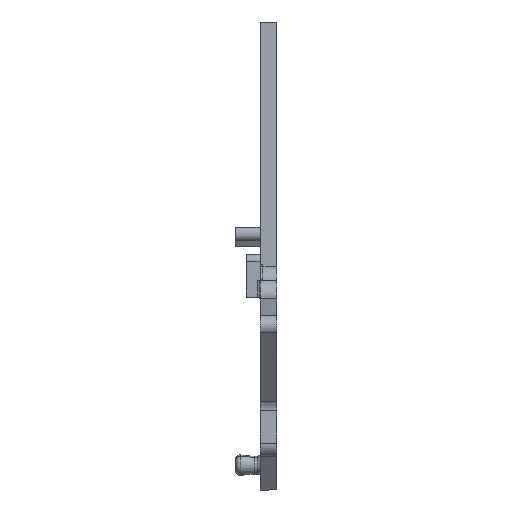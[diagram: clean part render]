
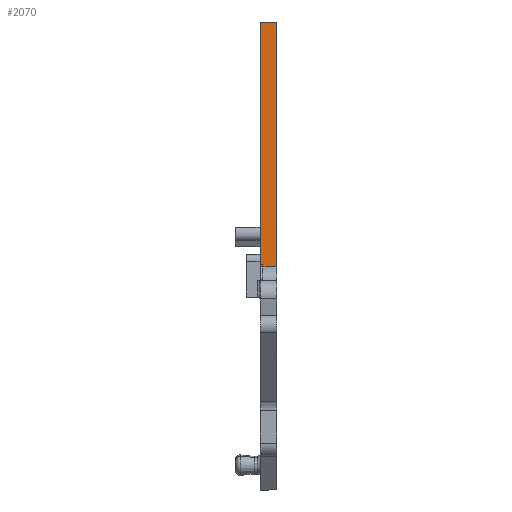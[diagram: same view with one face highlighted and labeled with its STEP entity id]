
A CAD part, front view. The second image highlights one B-rep face of the part: STEP entity #2070.
In plain terms, the highlighted planar face has unit normal (0, -1, 0).
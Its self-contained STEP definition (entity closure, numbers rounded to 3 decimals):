
#2053=AXIS2_PLACEMENT_3D('Plane Axis2P3D',#2050,#2051,#2052) ;
#370=CARTESIAN_POINT('Line Origine',(2.4,12.,33.973)) ;
#374=CARTESIAN_POINT('Vertex',(3.,12.,33.973)) ;
#376=CARTESIAN_POINT('Vertex',(1.8,12.,33.973)) ;
#1430=CARTESIAN_POINT('Line Origine',(3.,12.,25.086)) ;
#1434=CARTESIAN_POINT('Vertex',(3.,12.,16.2)) ;
#1748=CARTESIAN_POINT('Line Origine',(1.8,12.,25.274)) ;
#1752=CARTESIAN_POINT('Vertex',(1.8,12.,16.576)) ;
#1854=CARTESIAN_POINT('Vertex',(1.6,12.,16.371)) ;
#1858=CARTESIAN_POINT('Control Point',(1.8,12.,16.576)) ;
#1859=CARTESIAN_POINT('Control Point',(1.8,12.,16.497)) ;
#1860=CARTESIAN_POINT('Control Point',(1.76,12.,16.416)) ;
#1861=CARTESIAN_POINT('Control Point',(1.679,12.,16.371)) ;
#1862=CARTESIAN_POINT('Control Point',(1.6,12.,16.371)) ;
#1939=CARTESIAN_POINT('Vertex',(2.,12.,16.371)) ;
#1942=CARTESIAN_POINT('Line Origine',(1.9,12.,16.371)) ;
#1946=CARTESIAN_POINT('Vertex',(1.8,12.,16.371)) ;
#1949=CARTESIAN_POINT('Line Origine',(1.7,12.,16.371)) ;
#1979=CARTESIAN_POINT('Vertex',(2.,12.,16.2)) ;
#1989=CARTESIAN_POINT('Line Origine',(2.4,12.,16.2)) ;
#2050=CARTESIAN_POINT('Axis2P3D Location',(3.,12.,16.2)) ;
#2055=CARTESIAN_POINT('Line Origine',(2.,12.,16.286)) ;
#371=DIRECTION('Vector Direction',(-1.,0.,0.)) ;
#1431=DIRECTION('Vector Direction',(0.,0.,1.)) ;
#1749=DIRECTION('Vector Direction',(0.,0.,1.)) ;
#1943=DIRECTION('Vector Direction',(1.,0.,0.)) ;
#1950=DIRECTION('Vector Direction',(1.,0.,0.)) ;
#1990=DIRECTION('Vector Direction',(-1.,0.,0.)) ;
#2051=DIRECTION('Axis2P3D Direction',(0.,-1.,0.)) ;
#2052=DIRECTION('Axis2P3D XDirection',(0.,0.,1.)) ;
#2056=DIRECTION('Vector Direction',(0.,0.,-1.)) ;
#372=VECTOR('Line Direction',#371,1.) ;
#1432=VECTOR('Line Direction',#1431,1.) ;
#1750=VECTOR('Line Direction',#1749,1.) ;
#1944=VECTOR('Line Direction',#1943,1.) ;
#1951=VECTOR('Line Direction',#1950,1.) ;
#1991=VECTOR('Line Direction',#1990,1.) ;
#2057=VECTOR('Line Direction',#2056,1.) ;
#2061=ORIENTED_EDGE('',*,*,#1993,.F.) ;
#2062=ORIENTED_EDGE('',*,*,#1436,.T.) ;
#2063=ORIENTED_EDGE('',*,*,#378,.T.) ;
#2064=ORIENTED_EDGE('',*,*,#1754,.F.) ;
#2065=ORIENTED_EDGE('',*,*,#1863,.T.) ;
#2066=ORIENTED_EDGE('',*,*,#1953,.F.) ;
#2067=ORIENTED_EDGE('',*,*,#1948,.T.) ;
#2068=ORIENTED_EDGE('',*,*,#2059,.T.) ;
#2070=ADVANCED_FACE('TEAP DLD2.5 DB',(#2069),#2054,.T.) ;
#1857=B_SPLINE_CURVE_WITH_KNOTS('',4,(#1858,#1859,#1860,#1861,#1862),.UNSPECIFIED.,.F.,.U.,(5,5),(0.,0.448),.UNSPECIFIED.) ;
#378=EDGE_CURVE('',#375,#377,#373,.T.) ;
#1436=EDGE_CURVE('',#1435,#375,#1433,.T.) ;
#1754=EDGE_CURVE('',#1753,#377,#1751,.T.) ;
#1863=EDGE_CURVE('',#1753,#1855,#1857,.T.) ;
#1948=EDGE_CURVE('',#1947,#1940,#1945,.T.) ;
#1953=EDGE_CURVE('',#1947,#1855,#1952,.F.) ;
#1993=EDGE_CURVE('',#1435,#1980,#1992,.T.) ;
#2059=EDGE_CURVE('',#1940,#1980,#2058,.T.) ;
#2060=EDGE_LOOP('',(#2061,#2062,#2063,#2064,#2065,#2066,#2067,#2068)) ;
#2069=FACE_OUTER_BOUND('',#2060,.T.) ;
#373=LINE('Line',#370,#372) ;
#1433=LINE('Line',#1430,#1432) ;
#1751=LINE('Line',#1748,#1750) ;
#1945=LINE('Line',#1942,#1944) ;
#1952=LINE('Line',#1949,#1951) ;
#1992=LINE('Line',#1989,#1991) ;
#2058=LINE('Line',#2055,#2057) ;
#2054=PLANE('',#2053) ;
#375=VERTEX_POINT('',#374) ;
#377=VERTEX_POINT('',#376) ;
#1435=VERTEX_POINT('',#1434) ;
#1753=VERTEX_POINT('',#1752) ;
#1855=VERTEX_POINT('',#1854) ;
#1940=VERTEX_POINT('',#1939) ;
#1947=VERTEX_POINT('',#1946) ;
#1980=VERTEX_POINT('',#1979) ;
